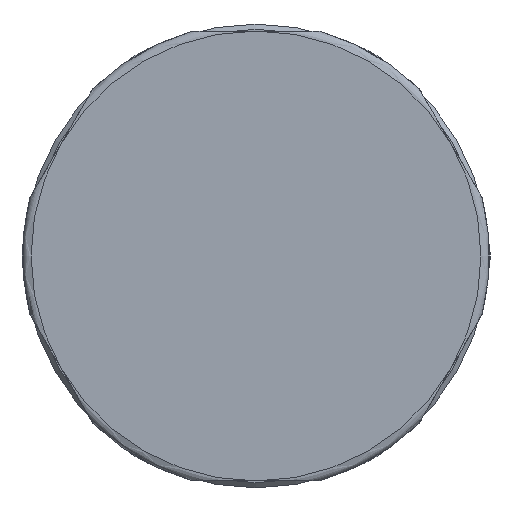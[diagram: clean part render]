
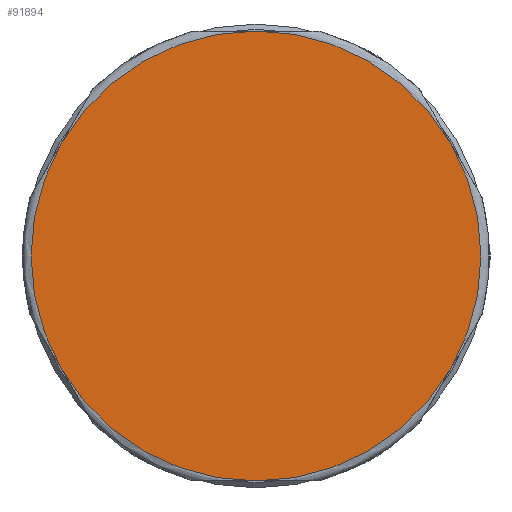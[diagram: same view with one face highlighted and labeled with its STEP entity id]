
A CAD part, left-side view. The second image highlights one B-rep face of the part: STEP entity #91894.
In plain terms, the highlighted planar face has unit normal (-1, 0, 0).
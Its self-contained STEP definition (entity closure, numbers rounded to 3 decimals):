
#90898=CARTESIAN_POINT('',(0.,11.258,6.5));
#90899=VERTEX_POINT('',#90898);
#90996=CARTESIAN_POINT('',(0.,11.258,-6.5));
#90997=VERTEX_POINT('',#90996);
#91090=CARTESIAN_POINT('',(0.,0.,-13.));
#91091=VERTEX_POINT('',#91090);
#91190=CARTESIAN_POINT('',(0.,-11.258,-6.5));
#91191=VERTEX_POINT('',#91190);
#91290=CARTESIAN_POINT('',(0.,-11.258,6.5));
#91291=VERTEX_POINT('',#91290);
#91371=CARTESIAN_POINT('',(0.,0.0,13.));
#91372=VERTEX_POINT('',#91371);
#91390=CARTESIAN_POINT('',(0.,0.0,0.0));
#91391=DIRECTION('',(1.0,0.0,0.0));
#91392=DIRECTION('',(0.0,-1.0,0.0));
#91393=AXIS2_PLACEMENT_3D('',#91390,#91391,#91392);
#91394=CIRCLE('',#91393,13.);
#91395=EDGE_CURVE('',#91372,#91291,#91394,.T.);
#91414=CARTESIAN_POINT('',(0.,0.0,0.0));
#91415=DIRECTION('',(1.0,0.0,0.0));
#91416=DIRECTION('',(0.0,-1.0,0.0));
#91417=AXIS2_PLACEMENT_3D('',#91414,#91415,#91416);
#91418=CIRCLE('',#91417,13.);
#91419=EDGE_CURVE('',#91291,#91191,#91418,.T.);
#91438=CARTESIAN_POINT('',(0.,0.0,0.0));
#91439=DIRECTION('',(1.0,0.0,0.0));
#91440=DIRECTION('',(0.0,-1.0,0.0));
#91441=AXIS2_PLACEMENT_3D('',#91438,#91439,#91440);
#91442=CIRCLE('',#91441,13.);
#91443=EDGE_CURVE('',#91191,#91091,#91442,.T.);
#91462=CARTESIAN_POINT('',(0.,0.0,0.0));
#91463=DIRECTION('',(1.0,0.0,0.0));
#91464=DIRECTION('',(0.0,-1.0,0.0));
#91465=AXIS2_PLACEMENT_3D('',#91462,#91463,#91464);
#91466=CIRCLE('',#91465,13.);
#91467=EDGE_CURVE('',#91091,#90997,#91466,.T.);
#91486=CARTESIAN_POINT('',(0.,0.0,0.0));
#91487=DIRECTION('',(1.0,0.0,0.0));
#91488=DIRECTION('',(0.0,-1.0,0.0));
#91489=AXIS2_PLACEMENT_3D('',#91486,#91487,#91488);
#91490=CIRCLE('',#91489,13.);
#91491=EDGE_CURVE('',#90997,#90899,#91490,.T.);
#91502=CARTESIAN_POINT('',(0.,0.0,0.0));
#91503=DIRECTION('',(1.0,0.0,0.0));
#91504=DIRECTION('',(0.0,-1.0,0.0));
#91505=AXIS2_PLACEMENT_3D('',#91502,#91503,#91504);
#91506=CIRCLE('',#91505,13.);
#91507=EDGE_CURVE('',#90899,#91372,#91506,.T.);
#91881=CARTESIAN_POINT('',(0.,10.55,0.0));
#91882=DIRECTION('',(-1.0,0.0,0.0));
#91883=DIRECTION('',(0.0,0.0,1.0));
#91884=AXIS2_PLACEMENT_3D('',#91881,#91882,#91883);
#91885=PLANE('',#91884);
#91886=ORIENTED_EDGE('',*,*,#91395,.F.);
#91887=ORIENTED_EDGE('',*,*,#91507,.F.);
#91888=ORIENTED_EDGE('',*,*,#91491,.F.);
#91889=ORIENTED_EDGE('',*,*,#91467,.F.);
#91890=ORIENTED_EDGE('',*,*,#91443,.F.);
#91891=ORIENTED_EDGE('',*,*,#91419,.F.);
#91892=EDGE_LOOP('',(#91886,#91887,#91888,#91889,#91890,#91891));
#91893=FACE_OUTER_BOUND('',#91892,.T.);
#91894=ADVANCED_FACE('',(#91893),#91885,.T.);
